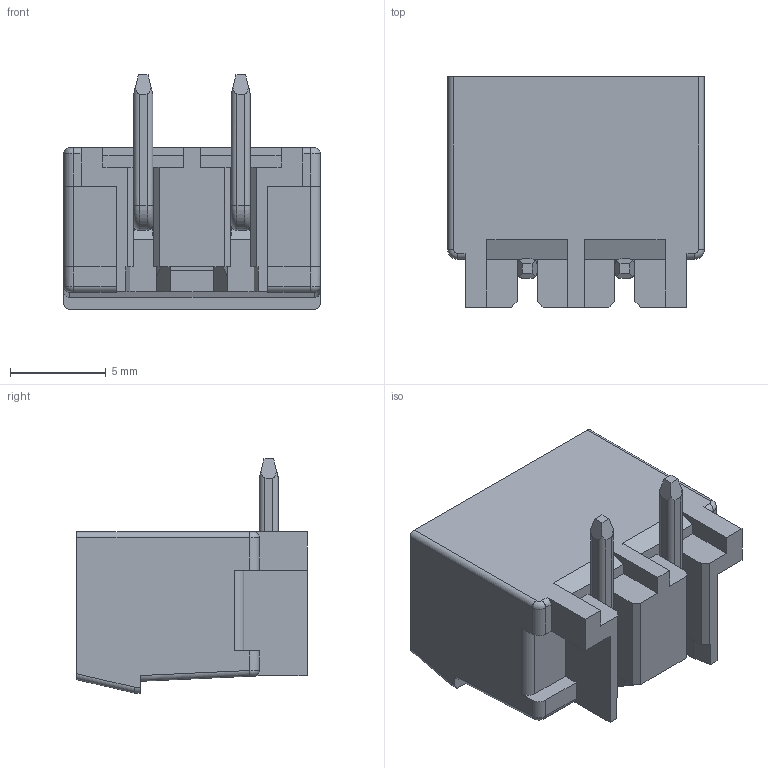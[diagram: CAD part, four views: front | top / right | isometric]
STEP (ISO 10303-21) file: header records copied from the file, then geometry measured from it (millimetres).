
FILE_DESCRIPTION(/* description */ ('Unknown'),/* implementation_level */ '2;1');
FILE_NAME(/* name */ '8EDGRC-5.08-02P-1Y-00A&Z(H)-C',/* time_stamp */ '2022-03-22T09:44:14+08:00',/* author */ ('Unknown'),/* organization */ ('Unknown'),/* preprocessor_version */ 'ST-DEVELOPER v16.7',/* originating_system */ 'Solid Edge',/* authorisation */ 'Unknown');
FILE_SCHEMA (('AUTOMOTIVE_DESIGN {1 0 10303 214 3 1 1}'));
Length unit declared in the file: millimetre
Products named in the file (1): 8EDGRC-5
Bounding box: 13.36 x 12 x 12.2 mm (x, y, z)
Volume: 598.5 mm3; surface area: 1161.1 mm2
Topology: 1 solids, 1 shells, 297 faces, 787 edges, 493 vertices
Faces by surface type: plane 218, cylinder 61, torus 12, cone 6
Entity records: 9103 total; most frequent: CARTESIAN_POINT 1645, ORIENTED_EDGE 1574, DIRECTION 1521, EDGE_CURVE 787, LINE 607, VECTOR 607, VERTEX_POINT 493, AXIS2_PLACEMENT_3D 457
